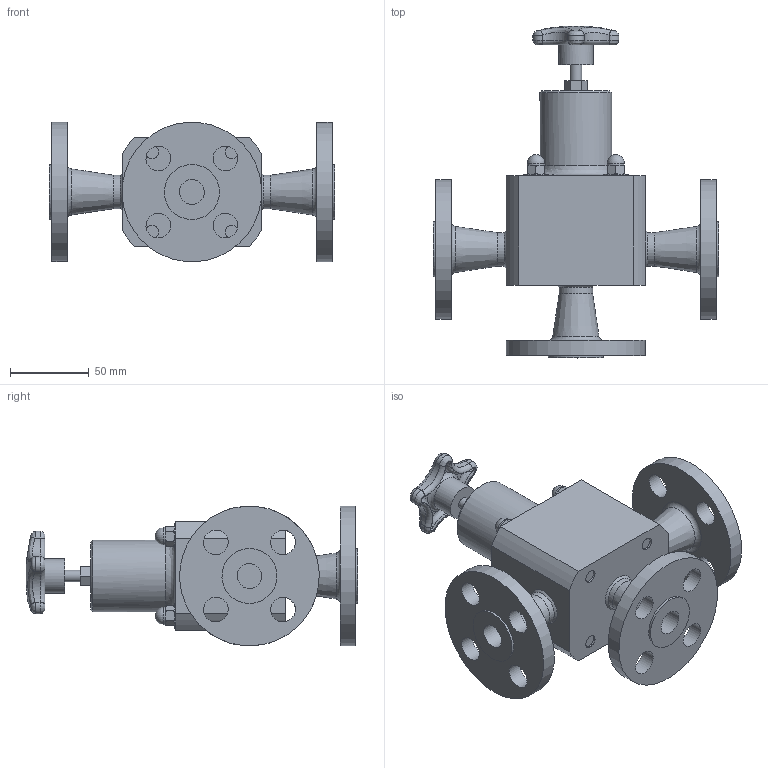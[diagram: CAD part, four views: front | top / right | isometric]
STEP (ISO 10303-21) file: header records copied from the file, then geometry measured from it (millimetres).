
FILE_DESCRIPTION((''),'2;1');
FILE_NAME('TVPFW50-SS_R0.ipt.stp','2017-04-04T12:17:29',(''),(''),'Autodesk Inventor 2009','Autodesk Inventor 2009','');
FILE_SCHEMA(('AUTOMOTIVE_DESIGN { 1 0 10303 214 1 1 1 1 }'));
Length unit declared in the file: inch
Products named in the file (1): TVPFW50-SS_R0
Bounding box: 181.48 x 211.31 x 88.72 mm (x, y, z)
Volume: 724700.7 mm3; surface area: 108418.8 mm2
Topology: 1 solids, 10 shells, 352 faces, 817 edges, 500 vertices
Faces by surface type: plane 132, bspline 105, cylinder 65, torus 18, sphere 17, cone 15
Full cylindrical faces by diameter (mm): 4.445 x4, 7.442 x1, 10.998 x4, 15.748 x12, 15.799 x3, 15.875 x4, 21.336 x3, 22.098 x1, 35.052 x3, 45.72 x1, 60.325 x1, 60.96 x1, 88.9 x3
Entity records: 13738 total; most frequent: CARTESIAN_POINT 6336, ORIENTED_EDGE 1430, DIRECTION 1410, EDGE_CURVE 715, AXIS2_PLACEMENT_3D 626, EDGE_LOOP 483, VERTEX_POINT 480, CIRCLE 378
